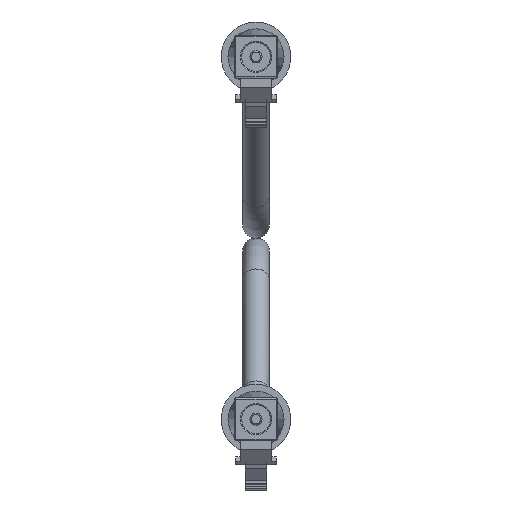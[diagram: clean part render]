
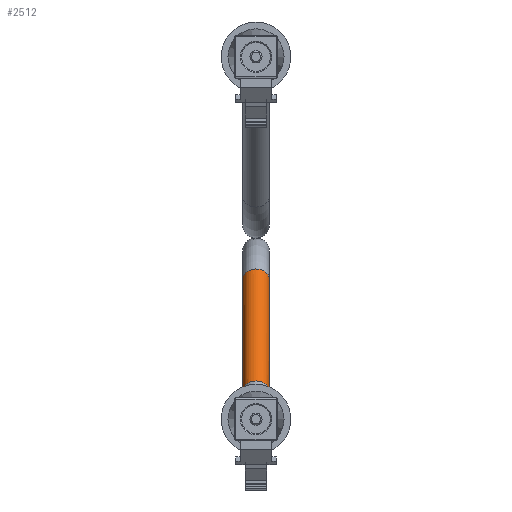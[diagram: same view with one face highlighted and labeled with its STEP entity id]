
A CAD part, front view. The second image highlights one B-rep face of the part: STEP entity #2512.
In plain terms, the highlighted cylindrical face has radius 1.397 mm (diameter 2.794 mm), a full revolution.
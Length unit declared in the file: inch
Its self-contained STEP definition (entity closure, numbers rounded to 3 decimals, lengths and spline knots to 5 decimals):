
#60 = AXIS2_PLACEMENT_3D ( 'NONE', #4546, #6531, #2176 ) ;
#976 = AXIS2_PLACEMENT_3D ( 'NONE', #7169, #7241, #7268 ) ;
#1008 = CARTESIAN_POINT ( 'NONE',  ( 1.32139, 0., 0.17098 ) ) ;
#1352 = EDGE_CURVE ( 'NONE', #4280, #4280, #7508, .T. ) ;
#1937 = EDGE_CURVE ( 'NONE', #3842, #3842, #1974, .T. ) ;
#1974 = CIRCLE ( 'NONE', #2559, 0.055 ) ;
#2176 = DIRECTION ( 'NONE',  ( 0.643, 0., -0.766 ) ) ;
#2512 = ADVANCED_FACE ( 'NONE', ( #6502, #6791 ), #3750, .T. ) ;
#2524 = DIRECTION ( 'NONE',  ( -0.766, 0., -0.643 ) ) ;
#2559 = AXIS2_PLACEMENT_3D ( 'NONE', #1008, #2524, #7660 ) ;
#3750 = CYLINDRICAL_SURFACE ( 'NONE', #60, 0.055 ) ;
#3842 = VERTEX_POINT ( 'NONE', #4039 ) ;
#4039 = CARTESIAN_POINT ( 'NONE',  ( 1.28604, 0., 0.21311 ) ) ;
#4280 = VERTEX_POINT ( 'NONE', #7246 ) ;
#4546 = CARTESIAN_POINT ( 'NONE',  ( 1.32139, 0., 0.17098 ) ) ;
#6502 = FACE_OUTER_BOUND ( 'NONE', #6729, .T. ) ;
#6531 = DIRECTION ( 'NONE',  ( 0.766, 0., 0.643 ) ) ;
#6729 = EDGE_LOOP ( 'NONE', ( #7492 ) ) ;
#6791 = FACE_OUTER_BOUND ( 'NONE', #7023, .T. ) ;
#7023 = EDGE_LOOP ( 'NONE', ( #7689 ) ) ;
#7169 = CARTESIAN_POINT ( 'NONE',  ( 1.8768, 0., 0.63702 ) ) ;
#7241 = DIRECTION ( 'NONE',  ( -0.766, 0., -0.643 ) ) ;
#7246 = CARTESIAN_POINT ( 'NONE',  ( 1.84145, 0., 0.67915 ) ) ;
#7268 = DIRECTION ( 'NONE',  ( -0.643, 0., 0.766 ) ) ;
#7492 = ORIENTED_EDGE ( 'NONE', *, *, #1937, .F. ) ;
#7508 = CIRCLE ( 'NONE', #976, 0.055 ) ;
#7660 = DIRECTION ( 'NONE',  ( -0.643, 0., 0.766 ) ) ;
#7689 = ORIENTED_EDGE ( 'NONE', *, *, #1352, .T. ) ;
